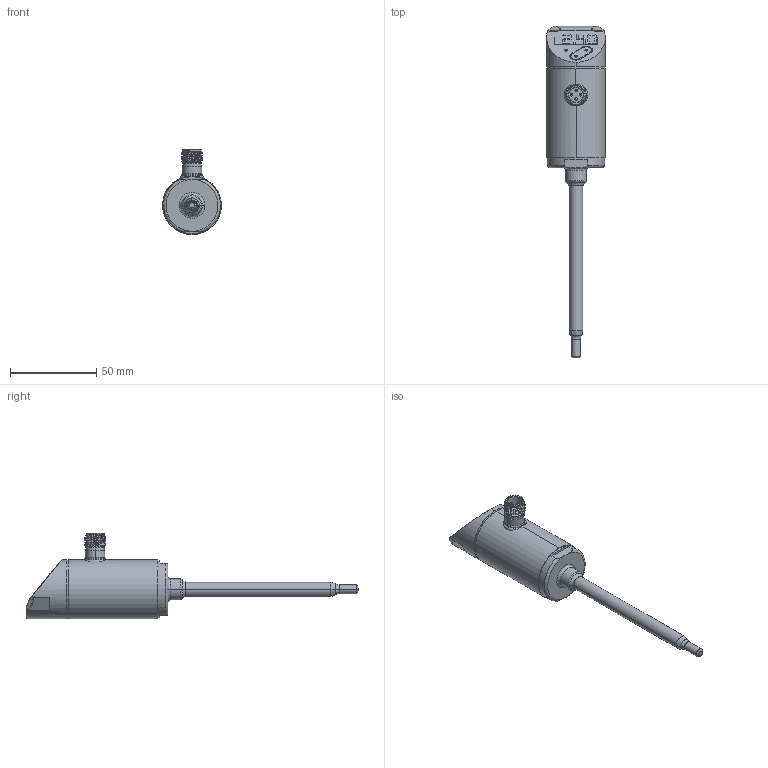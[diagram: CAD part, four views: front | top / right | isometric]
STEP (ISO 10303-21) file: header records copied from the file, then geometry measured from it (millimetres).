
FILE_DESCRIPTION (( 'STEP AP214' ), '1' );
FILE_NAME ('FTS100.STEP', '2019-07-11T16:36:06', ( '' ), ( '' ), 'SwSTEP 2.0', 'SolidWorks 2017', '' );
FILE_SCHEMA (( 'AUTOMOTIVE_DESIGN' ));
Length unit declared in the file: inch
Products named in the file (1): FTS100
Bounding box: 34 x 192 x 49.4 mm (x, y, z)
Volume: 73751.9 mm3; surface area: 14008 mm2
Topology: 2 solids, 2 shells, 325 faces, 794 edges, 511 vertices
Faces by surface type: plane 183, cylinder 77, bspline 55, cone 10
Entity records: 16235 total; most frequent: CARTESIAN_POINT 4982, ORIENTED_EDGE 1588, DIRECTION 1366, EDGE_CURVE 794, VERTEX_POINT 511, LINE 464, VECTOR 464, AXIS2_PLACEMENT_3D 451
